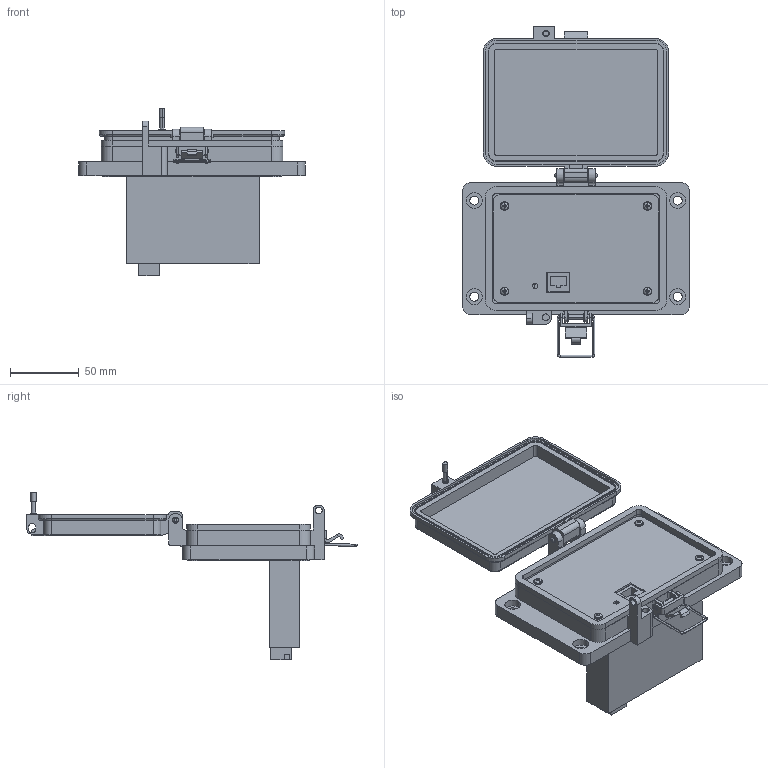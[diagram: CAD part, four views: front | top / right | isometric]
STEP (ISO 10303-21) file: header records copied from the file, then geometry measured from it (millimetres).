
FILE_DESCRIPTION (( 'STEP AP203' ), '1' );
FILE_NAME ('P-E5-M3RX_3D.STEP', '2020-01-21T20:53:25', ( '' ), ( '' ), 'SwSTEP 2.0', 'SolidWorks 2019', '' );
FILE_SCHEMA (( 'CONFIG_CONTROL_DESIGN' ));
Length unit declared in the file: millimetre
Products named in the file (10): E5; P-E5-M3RX_BP240_1; -M3; Z-700-ETHERSW-UN5_PLATE; 92005A124_METRIC PAN HEAD PHILLIPS MACHINE SCREW_92005A124; P-E5-M3RX_3D; Z-700-ETHERSW-UN5_SWITCH; Z-H-M3_B; P-E5-M3RX_FP060_1; Z-700-ETHERSW-UN5
Assembly tree (12 placements, depth 4):
  P-E5-M3RX_3D
    E5
      Z-700-ETHERSW-UN5
        Z-700-ETHERSW-UN5_SWITCH
        Z-700-ETHERSW-UN5_PLATE
    P-E5-M3RX_BP240_1
    P-E5-M3RX_FP060_1
    -M3
      Z-H-M3_B
    92005A124_METRIC PAN HEAD PHILLIPS MACHINE SCREW_92005A124  x4
Bounding box: 164.96 x 240.59 x 121.99 mm (x, y, z)
Volume: 395402.5 mm3; surface area: 175163.9 mm2
Topology: 36 solids, 36 shells, 1709 faces, 4622 edges, 3017 vertices
Faces by surface type: cylinder 924, plane 585, bspline 132, cone 44, torus 16, sphere 8
Entity records: 40535 total; most frequent: CARTESIAN_POINT 11692, ORIENTED_EDGE 6032, DIRECTION 5488, EDGE_CURVE 3016, VERTEX_POINT 1970, AXIS2_PLACEMENT_3D 1926, VECTOR 1636, LINE 1636
